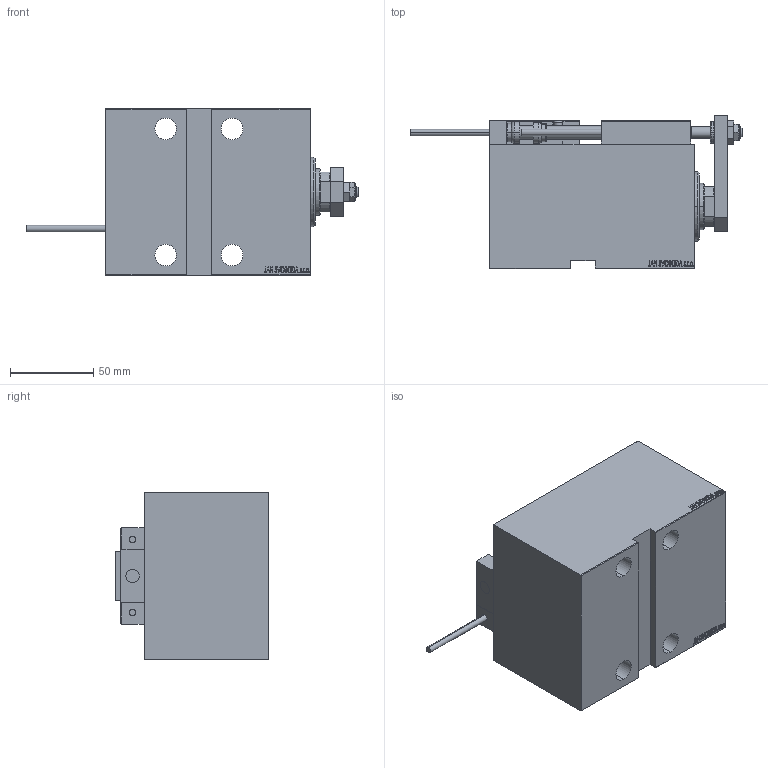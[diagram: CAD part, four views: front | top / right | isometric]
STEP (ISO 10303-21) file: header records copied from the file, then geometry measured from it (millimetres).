
FILE_DESCRIPTION (( 'STEP AP203' ), '1' );
FILE_NAME ('19df.STEP', '2021-03-18T21:10:07', ( '' ), ( '' ), 'SwSTEP 2.0', 'SolidWorks 2019', '' );
FILE_SCHEMA (( 'CONFIG_CONTROL_DESIGN' ));
Length unit declared in the file: millimetre
Products named in the file (16): KONCOVKA 11668da11f947f38b1934e5d028b6367; TYC_L79 11668da11f947f38b1934e5d028b6367; Block 11668da11f947f38b1934e5d028b6367; 19df; ALLEN BOLT D8 11668da11f947f38b1934e5d028b6367; SWITCH DIM B,W 11668da11f947f38b1934e5d028b6367; ZARAZKA 11668da11f947f38b1934e5d028b6367; NUT_D12 11668da11f947f38b1934e5d028b6367; MAGNET 11668da11f947f38b1934e5d028b6367; V450CM_E 11668da11f947f38b1934e5d028b6367; V450CM_VC_B 11668da11f947f38b1934e5d028b6367; SWITCH_X_FRONT_BACK 11668da11f947f38b1934e5d028b6367; NUT_D10 11668da11f947f38b1934e5d028b6367; V450CM_E_VCP 11668da11f947f38b1934e5d028b6367; SWITCH X 11668da11f947f38b1934e5d028b6367; ALLEN BOLT D5 11668da11f947f38b1934e5d028b6367
Assembly tree (25 placements, depth 3):
  19df
    V450CM_E 11668da11f947f38b1934e5d028b6367
    V450CM_E_VCP 11668da11f947f38b1934e5d028b6367
    V450CM_VC_B 11668da11f947f38b1934e5d028b6367
    SWITCH X 11668da11f947f38b1934e5d028b6367
      SWITCH_X_FRONT_BACK 11668da11f947f38b1934e5d028b6367  x2
      TYC_L79 11668da11f947f38b1934e5d028b6367
      Block 11668da11f947f38b1934e5d028b6367  x2
      ALLEN BOLT D5 11668da11f947f38b1934e5d028b6367  x4
      ALLEN BOLT D8 11668da11f947f38b1934e5d028b6367  x4
      MAGNET 11668da11f947f38b1934e5d028b6367  x2
      KONCOVKA 11668da11f947f38b1934e5d028b6367  x2
    SWITCH DIM B,W 11668da11f947f38b1934e5d028b6367
    ZARAZKA 11668da11f947f38b1934e5d028b6367
    NUT_D10 11668da11f947f38b1934e5d028b6367
    NUT_D12 11668da11f947f38b1934e5d028b6367
Bounding box: 199.7 x 92.5 x 100 mm (x, y, z)
Volume: 831058.4 mm3; surface area: 146506 mm2
Topology: 24 solids, 24 shells, 1298 faces, 3106 edges, 1986 vertices
Faces by surface type: plane 573, bspline 380, cylinder 184, cone 113, torus 44, sphere 4
Entity records: 50161 total; most frequent: CARTESIAN_POINT 25436, ORIENTED_EDGE 5232, DIRECTION 3525, EDGE_CURVE 2616, VERTEX_POINT 1710, LINE 1511, VECTOR 1511, EDGE_LOOP 1208
